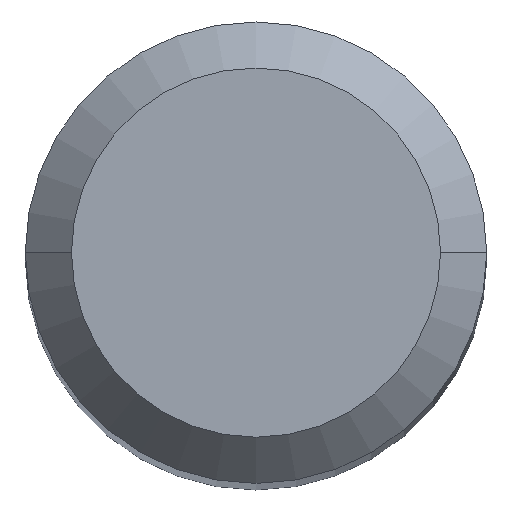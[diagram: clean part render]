
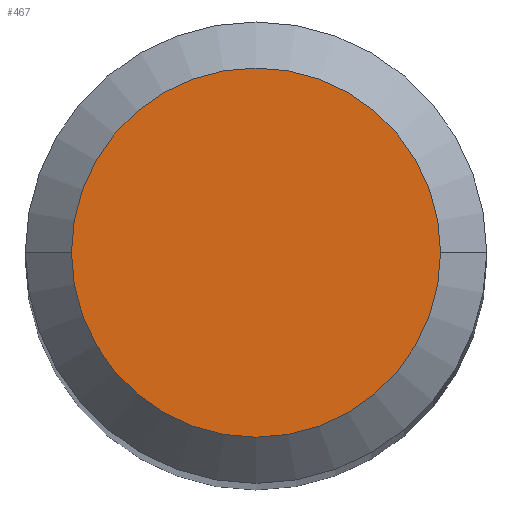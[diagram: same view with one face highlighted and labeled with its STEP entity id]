
A CAD part, top view. The second image highlights one B-rep face of the part: STEP entity #467.
In plain terms, the highlighted planar face has unit normal (0, 0, 1).
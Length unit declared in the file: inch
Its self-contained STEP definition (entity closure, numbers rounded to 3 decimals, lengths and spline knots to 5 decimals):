
#34 = DIRECTION ( 'NONE',  ( 1., 0., 0. ) ) ;
#40 = CARTESIAN_POINT ( 'NONE',  ( 0., 0., 0. ) ) ;
#71 = DIRECTION ( 'NONE',  ( 0., 0., -1. ) ) ;
#111 = PLANE ( 'NONE',  #264 ) ;
#164 = EDGE_CURVE ( 'NONE', #248, #475, #407, .T. ) ;
#171 = ORIENTED_EDGE ( 'NONE', *, *, #164, .T. ) ;
#193 = CARTESIAN_POINT ( 'NONE',  ( -0.05, 0., 0. ) ) ;
#194 = CARTESIAN_POINT ( 'NONE',  ( 0.05, 0., 0. ) ) ;
#195 = AXIS2_PLACEMENT_3D ( 'NONE', #271, #381, #196 ) ;
#196 = DIRECTION ( 'NONE',  ( 1., 0., 0. ) ) ;
#211 = CARTESIAN_POINT ( 'NONE',  ( 0., 0., 0. ) ) ;
#226 = CIRCLE ( 'NONE', #379, 0.05 ) ;
#248 = VERTEX_POINT ( 'NONE', #194 ) ;
#264 = AXIS2_PLACEMENT_3D ( 'NONE', #40, #71, #305 ) ;
#271 = CARTESIAN_POINT ( 'NONE',  ( 0., 0., 0. ) ) ;
#305 = DIRECTION ( 'NONE',  ( -1., 0., 0. ) ) ;
#356 = DIRECTION ( 'NONE',  ( 0., 0., 1. ) ) ;
#379 = AXIS2_PLACEMENT_3D ( 'NONE', #211, #356, #34 ) ;
#381 = DIRECTION ( 'NONE',  ( 0., 0., 1. ) ) ;
#401 = ORIENTED_EDGE ( 'NONE', *, *, #439, .T. ) ;
#407 = CIRCLE ( 'NONE', #195, 0.05 ) ;
#439 = EDGE_CURVE ( 'NONE', #475, #248, #226, .T. ) ;
#447 = FACE_OUTER_BOUND ( 'NONE', #480, .T. ) ;
#467 = ADVANCED_FACE ( 'NONE', ( #447 ), #111, .F. ) ;
#475 = VERTEX_POINT ( 'NONE', #193 ) ;
#480 = EDGE_LOOP ( 'NONE', ( #401, #171 ) ) ;
